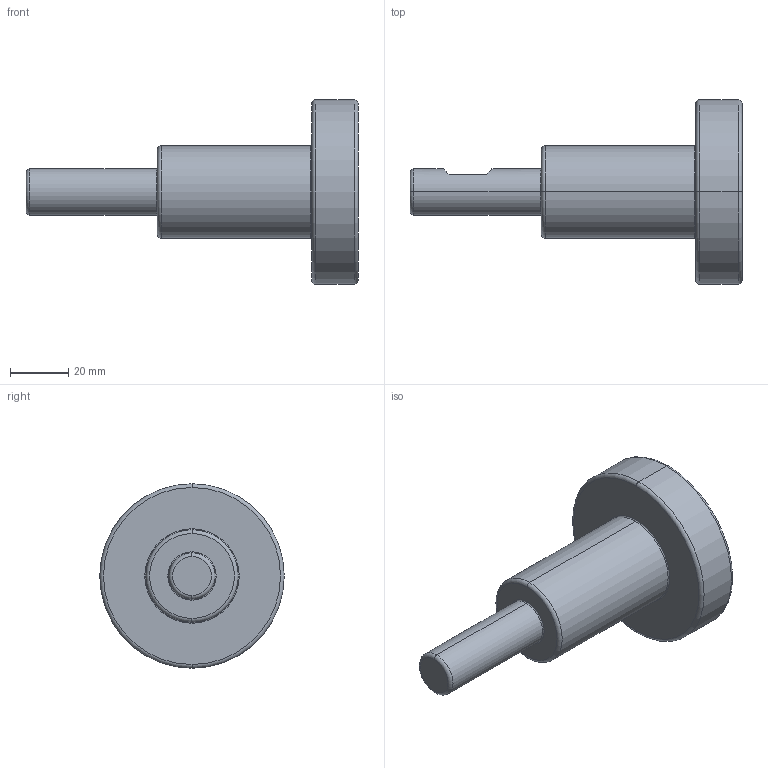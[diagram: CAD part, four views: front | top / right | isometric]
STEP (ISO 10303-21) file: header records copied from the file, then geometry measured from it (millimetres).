
FILE_DESCRIPTION (( 'STEP AP203' ), '1' );
FILE_NAME ('09-0973.STEP', '2025-06-11T17:55:03', ( '' ), ( '' ), 'SwSTEP 2.0', 'SolidWorks 2023', '' );
FILE_SCHEMA (( 'CONFIG_CONTROL_DESIGN' ));
Length unit declared in the file: inch
Products named in the file (1): 09-0973
Bounding box: 114.3 x 63.5 x 63.5 mm (x, y, z)
Volume: 100913.3 mm3; surface area: 16843.5 mm2
Topology: 1 solids, 1 shells, 41 faces, 88 edges, 48 vertices
Faces by surface type: cylinder 14, torus 12, cone 8, plane 7
Entity records: 1137 total; most frequent: DIRECTION 214, CARTESIAN_POINT 176, ORIENTED_EDGE 160, AXIS2_PLACEMENT_3D 94, EDGE_CURVE 80, CIRCLE 52, VERTEX_POINT 48, EDGE_LOOP 48
